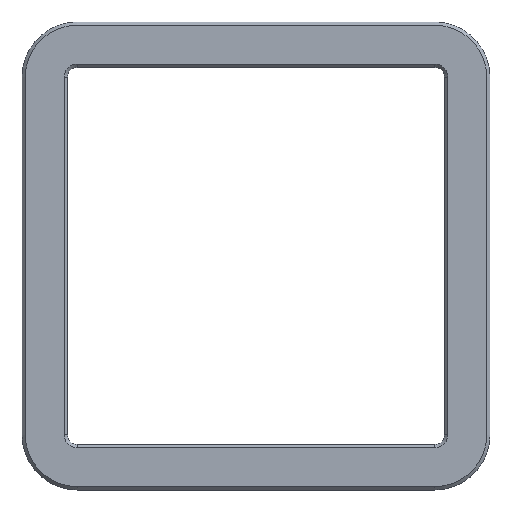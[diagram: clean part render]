
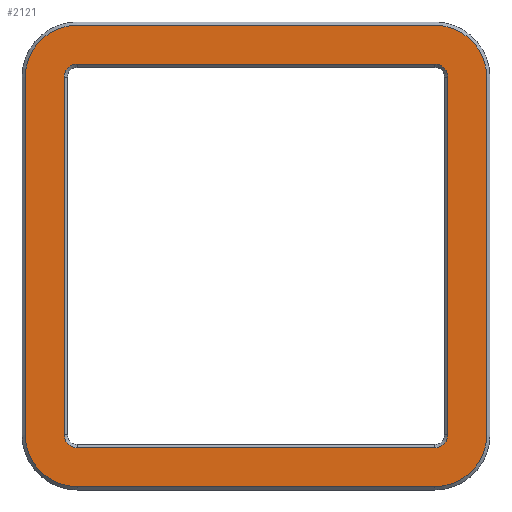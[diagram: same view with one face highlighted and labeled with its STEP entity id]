
A CAD part, top view. The second image highlights one B-rep face of the part: STEP entity #2121.
In plain terms, the highlighted planar face has unit normal (0, 0, 1).
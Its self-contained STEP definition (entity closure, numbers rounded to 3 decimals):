
#29=FACE_BOUND('',#370,.T.);
#79=PLANE('',#2359);
#232=FACE_OUTER_BOUND('',#369,.T.);
#369=EDGE_LOOP('',(#1906,#1907,#1908,#1909,#1910,#1911,#1912,#1913));
#370=EDGE_LOOP('',(#1914,#1915,#1916,#1917,#1918,#1919,#1920,#1921));
#556=LINE('',#3579,#756);
#559=LINE('',#3588,#759);
#563=LINE('',#3600,#763);
#566=LINE('',#3608,#766);
#568=LINE('',#3614,#768);
#569=LINE('',#3618,#769);
#570=LINE('',#3622,#770);
#571=LINE('',#3626,#771);
#756=VECTOR('',#2952,10.);
#759=VECTOR('',#2961,10.);
#763=VECTOR('',#2973,10.);
#766=VECTOR('',#2984,10.);
#768=VECTOR('',#2990,10.);
#769=VECTOR('',#2993,10.);
#770=VECTOR('',#2996,10.);
#771=VECTOR('',#2999,10.);
#872=CIRCLE('',#2345,8.);
#873=CIRCLE('',#2348,8.);
#874=CIRCLE('',#2351,8.);
#876=CIRCLE('',#2355,8.);
#878=CIRCLE('',#2360,2.);
#879=CIRCLE('',#2361,2.);
#880=CIRCLE('',#2362,2.);
#881=CIRCLE('',#2363,2.);
#1047=VERTEX_POINT('',#3571);
#1048=VERTEX_POINT('',#3573);
#1049=VERTEX_POINT('',#3577);
#1050=VERTEX_POINT('',#3581);
#1052=VERTEX_POINT('',#3586);
#1054=VERTEX_POINT('',#3592);
#1056=VERTEX_POINT('',#3598);
#1057=VERTEX_POINT('',#3603);
#1058=VERTEX_POINT('',#3612);
#1059=VERTEX_POINT('',#3613);
#1060=VERTEX_POINT('',#3615);
#1061=VERTEX_POINT('',#3617);
#1062=VERTEX_POINT('',#3619);
#1063=VERTEX_POINT('',#3621);
#1064=VERTEX_POINT('',#3623);
#1065=VERTEX_POINT('',#3625);
#1328=EDGE_CURVE('',#1047,#1048,#872,.T.);
#1331=EDGE_CURVE('',#1049,#1047,#556,.T.);
#1333=EDGE_CURVE('',#1050,#1049,#873,.T.);
#1335=EDGE_CURVE('',#1052,#1050,#559,.T.);
#1338=EDGE_CURVE('',#1054,#1052,#874,.T.);
#1341=EDGE_CURVE('',#1056,#1054,#563,.T.);
#1344=EDGE_CURVE('',#1057,#1056,#876,.T.);
#1346=EDGE_CURVE('',#1048,#1057,#566,.T.);
#1348=EDGE_CURVE('',#1058,#1059,#568,.T.);
#1349=EDGE_CURVE('',#1060,#1058,#878,.T.);
#1350=EDGE_CURVE('',#1061,#1060,#569,.T.);
#1351=EDGE_CURVE('',#1062,#1061,#879,.T.);
#1352=EDGE_CURVE('',#1063,#1062,#570,.T.);
#1353=EDGE_CURVE('',#1064,#1063,#880,.T.);
#1354=EDGE_CURVE('',#1065,#1064,#571,.T.);
#1355=EDGE_CURVE('',#1059,#1065,#881,.T.);
#1906=ORIENTED_EDGE('',*,*,#1328,.F.);
#1907=ORIENTED_EDGE('',*,*,#1331,.F.);
#1908=ORIENTED_EDGE('',*,*,#1333,.F.);
#1909=ORIENTED_EDGE('',*,*,#1335,.F.);
#1910=ORIENTED_EDGE('',*,*,#1338,.F.);
#1911=ORIENTED_EDGE('',*,*,#1341,.F.);
#1912=ORIENTED_EDGE('',*,*,#1344,.F.);
#1913=ORIENTED_EDGE('',*,*,#1346,.F.);
#1914=ORIENTED_EDGE('',*,*,#1348,.F.);
#1915=ORIENTED_EDGE('',*,*,#1349,.F.);
#1916=ORIENTED_EDGE('',*,*,#1350,.F.);
#1917=ORIENTED_EDGE('',*,*,#1351,.F.);
#1918=ORIENTED_EDGE('',*,*,#1352,.F.);
#1919=ORIENTED_EDGE('',*,*,#1353,.F.);
#1920=ORIENTED_EDGE('',*,*,#1354,.F.);
#1921=ORIENTED_EDGE('',*,*,#1355,.F.);
#2121=ADVANCED_FACE('',(#232,#29),#79,.T.);
#2345=AXIS2_PLACEMENT_3D('',#3574,#2946,#2947);
#2348=AXIS2_PLACEMENT_3D('',#3583,#2956,#2957);
#2351=AXIS2_PLACEMENT_3D('',#3594,#2966,#2967);
#2355=AXIS2_PLACEMENT_3D('',#3605,#2978,#2979);
#2359=AXIS2_PLACEMENT_3D('',#3611,#2988,#2989);
#2360=AXIS2_PLACEMENT_3D('',#3616,#2991,#2992);
#2361=AXIS2_PLACEMENT_3D('',#3620,#2994,#2995);
#2362=AXIS2_PLACEMENT_3D('',#3624,#2997,#2998);
#2363=AXIS2_PLACEMENT_3D('',#3627,#3000,#3001);
#2946=DIRECTION('center_axis',(0.,0.,-1.));
#2947=DIRECTION('ref_axis',(0.,1.,0.));
#2952=DIRECTION('',(0.,1.,0.));
#2956=DIRECTION('center_axis',(0.,0.,-1.));
#2957=DIRECTION('ref_axis',(-1.,0.,0.));
#2961=DIRECTION('',(-1.,0.,0.));
#2966=DIRECTION('center_axis',(0.,0.,-1.));
#2967=DIRECTION('ref_axis',(0.,-1.,0.));
#2973=DIRECTION('',(0.,-1.,0.));
#2978=DIRECTION('center_axis',(0.,0.,-1.));
#2979=DIRECTION('ref_axis',(1.,0.,0.));
#2984=DIRECTION('',(1.,0.,0.));
#2988=DIRECTION('center_axis',(0.,0.,1.));
#2989=DIRECTION('ref_axis',(-1.,0.,0.));
#2990=DIRECTION('',(0.,-1.,0.));
#2991=DIRECTION('center_axis',(0.,0.,1.));
#2992=DIRECTION('ref_axis',(0.,1.,0.));
#2993=DIRECTION('',(-1.,0.,0.));
#2994=DIRECTION('center_axis',(0.,0.,1.));
#2995=DIRECTION('ref_axis',(1.,0.,0.));
#2996=DIRECTION('',(0.,1.,0.));
#2997=DIRECTION('center_axis',(0.,0.,1.));
#2998=DIRECTION('ref_axis',(0.,-1.,0.));
#2999=DIRECTION('',(1.,0.,0.));
#3000=DIRECTION('center_axis',(0.,0.,1.));
#3001=DIRECTION('ref_axis',(-1.,0.,0.));
#3571=CARTESIAN_POINT('',(-6.975,-1.025,9.));
#3573=CARTESIAN_POINT('',(1.025,6.975,9.));
#3574=CARTESIAN_POINT('Origin',(1.025,-1.025,9.));
#3577=CARTESIAN_POINT('',(-6.975,-56.125,9.));
#3579=CARTESIAN_POINT('',(-6.975,-14.8,9.));
#3581=CARTESIAN_POINT('',(1.025,-64.125,9.));
#3583=CARTESIAN_POINT('Origin',(1.025,-56.125,9.));
#3586=CARTESIAN_POINT('',(56.125,-64.125,9.));
#3588=CARTESIAN_POINT('',(14.8,-64.125,9.));
#3592=CARTESIAN_POINT('',(64.125,-56.125,9.));
#3594=CARTESIAN_POINT('Origin',(56.125,-56.125,9.));
#3598=CARTESIAN_POINT('',(64.125,-1.025,9.));
#3600=CARTESIAN_POINT('',(64.125,-42.35,9.));
#3603=CARTESIAN_POINT('',(56.125,6.975,9.));
#3605=CARTESIAN_POINT('Origin',(56.125,-1.025,9.));
#3608=CARTESIAN_POINT('',(42.35,6.975,9.));
#3611=CARTESIAN_POINT('Origin',(28.575,-28.575,9.));
#3612=CARTESIAN_POINT('',(-0.975,-1.025,9.));
#3613=CARTESIAN_POINT('',(-0.975,-56.125,9.));
#3614=CARTESIAN_POINT('',(-0.975,-42.35,9.));
#3615=CARTESIAN_POINT('',(1.025,0.975,9.));
#3616=CARTESIAN_POINT('Origin',(1.025,-1.025,9.));
#3617=CARTESIAN_POINT('',(56.125,0.975,9.));
#3618=CARTESIAN_POINT('',(14.8,0.975,9.));
#3619=CARTESIAN_POINT('',(58.125,-1.025,9.));
#3620=CARTESIAN_POINT('Origin',(56.125,-1.025,9.));
#3621=CARTESIAN_POINT('',(58.125,-56.125,9.));
#3622=CARTESIAN_POINT('',(58.125,-14.8,9.));
#3623=CARTESIAN_POINT('',(56.125,-58.125,9.));
#3624=CARTESIAN_POINT('Origin',(56.125,-56.125,9.));
#3625=CARTESIAN_POINT('',(1.025,-58.125,9.));
#3626=CARTESIAN_POINT('',(42.35,-58.125,9.));
#3627=CARTESIAN_POINT('Origin',(1.025,-56.125,9.));
